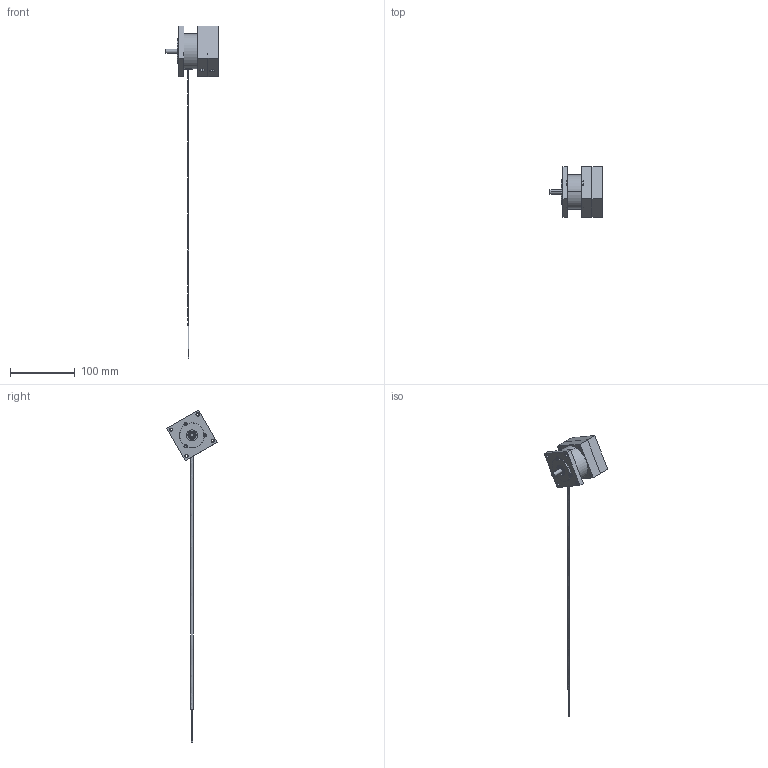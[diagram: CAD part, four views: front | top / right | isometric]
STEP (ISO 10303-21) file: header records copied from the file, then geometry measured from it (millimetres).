
FILE_DESCRIPTION (( 'STEP AP203' ), '1' );
FILE_NAME ('8923-X531.STEP', '2014-09-12T17:44:22', ( 'AIM User' ), ( 'Hewlett-Packard Company' ), 'SwSTEP 2.0', 'SolidWorks 2012', '' );
FILE_SCHEMA (( 'CONFIG_CONTROL_DESIGN' ));
Length unit declared in the file: inch
Products named in the file (1): 8923-X531
Bounding box: 81.06 x 78.07 x 512.43 mm (x, y, z)
Surface area: 38791.7 mm2 (no closed solid volume)
Topology: 0 solids, 19 shells, 164 faces, 517 edges, 367 vertices
Faces by surface type: cylinder 84, plane 59, cone 11, torus 8, bspline 2
Entity records: 6328 total; most frequent: CARTESIAN_POINT 1570, DIRECTION 1032, ORIENTED_EDGE 849, EDGE_CURVE 517, AXIS2_PLACEMENT_3D 401, VERTEX_POINT 367, CIRCLE 238, LINE 230
